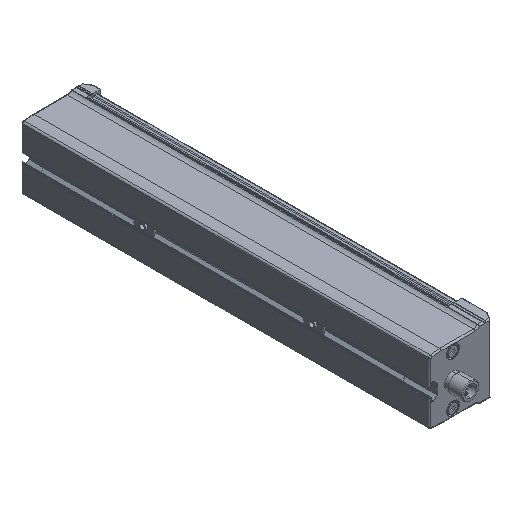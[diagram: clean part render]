
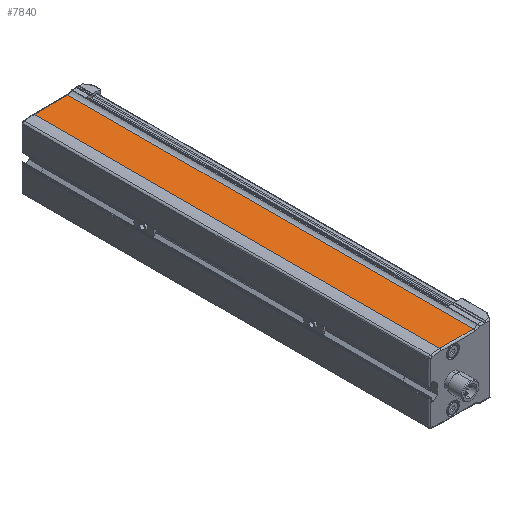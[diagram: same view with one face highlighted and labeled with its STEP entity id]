
A CAD part, isometric view. The second image highlights one B-rep face of the part: STEP entity #7840.
In plain terms, the highlighted face is planar.
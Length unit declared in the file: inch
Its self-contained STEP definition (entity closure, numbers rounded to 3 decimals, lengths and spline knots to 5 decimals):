
#1119 = EDGE_CURVE ( 'NONE', #10665, #4309, #1240, .T. ) ;
#1240 = LINE ( 'NONE', #17800, #8459 ) ;
#2278 = DIRECTION ( 'NONE',  ( 0., 0., -1. ) ) ;
#3091 = PLANE ( 'NONE',  #11094 ) ;
#4309 = VERTEX_POINT ( 'NONE', #9231 ) ;
#6944 = VECTOR ( 'NONE', #16649, 39.37008 ) ;
#7424 = CARTESIAN_POINT ( 'NONE',  ( 0.17691, 1.79982, -0.53937 ) ) ;
#7840 = ADVANCED_FACE ( 'NONE', ( #11503 ), #3091, .F. ) ;
#8459 = VECTOR ( 'NONE', #13544, 39.37008 ) ;
#8547 = CARTESIAN_POINT ( 'NONE',  ( -0.18332, 1.79982, -0.88583 ) ) ;
#8829 = CARTESIAN_POINT ( 'NONE',  ( -10.85262, 1.79982, -1.45669 ) ) ;
#9231 = CARTESIAN_POINT ( 'NONE',  ( 0.17691, 1.79982, -1.45669 ) ) ;
#9251 = CARTESIAN_POINT ( 'NONE',  ( -10.85262, 1.79982, -0.88583 ) ) ;
#9715 = LINE ( 'NONE', #15495, #12194 ) ;
#10024 = EDGE_LOOP ( 'NONE', ( #15902, #16523, #14899, #11532 ) ) ;
#10056 = DIRECTION ( 'NONE',  ( 0., -1., 0. ) ) ;
#10665 = VERTEX_POINT ( 'NONE', #8829 ) ;
#10949 = LINE ( 'NONE', #13759, #6944 ) ;
#11094 = AXIS2_PLACEMENT_3D ( 'NONE', #8547, #10056, #14318 ) ;
#11503 = FACE_OUTER_BOUND ( 'NONE', #10024, .T. ) ;
#11532 = ORIENTED_EDGE ( 'NONE', *, *, #17556, .F. ) ;
#12074 = VERTEX_POINT ( 'NONE', #13768 ) ;
#12194 = VECTOR ( 'NONE', #13859, 39.37008 ) ;
#13544 = DIRECTION ( 'NONE',  ( 1., 0., 0. ) ) ;
#13759 = CARTESIAN_POINT ( 'NONE',  ( -0.18332, 1.79982, -0.53937 ) ) ;
#13768 = CARTESIAN_POINT ( 'NONE',  ( -10.85262, 1.79982, -0.53937 ) ) ;
#13859 = DIRECTION ( 'NONE',  ( 0., 0., 1. ) ) ;
#14318 = DIRECTION ( 'NONE',  ( 0., 0., -1. ) ) ;
#14899 = ORIENTED_EDGE ( 'NONE', *, *, #16670, .T. ) ;
#15495 = CARTESIAN_POINT ( 'NONE',  ( 0.17691, 1.79982, -0.88583 ) ) ;
#15902 = ORIENTED_EDGE ( 'NONE', *, *, #1119, .F. ) ;
#16036 = LINE ( 'NONE', #9251, #17037 ) ;
#16493 = EDGE_CURVE ( 'NONE', #12074, #10665, #16036, .T. ) ;
#16523 = ORIENTED_EDGE ( 'NONE', *, *, #16493, .F. ) ;
#16649 = DIRECTION ( 'NONE',  ( 1., 0., 0. ) ) ;
#16670 = EDGE_CURVE ( 'NONE', #12074, #16853, #10949, .T. ) ;
#16853 = VERTEX_POINT ( 'NONE', #7424 ) ;
#17037 = VECTOR ( 'NONE', #2278, 39.37008 ) ;
#17556 = EDGE_CURVE ( 'NONE', #4309, #16853, #9715, .T. ) ;
#17800 = CARTESIAN_POINT ( 'NONE',  ( -0.18332, 1.79982, -1.45669 ) ) ;
